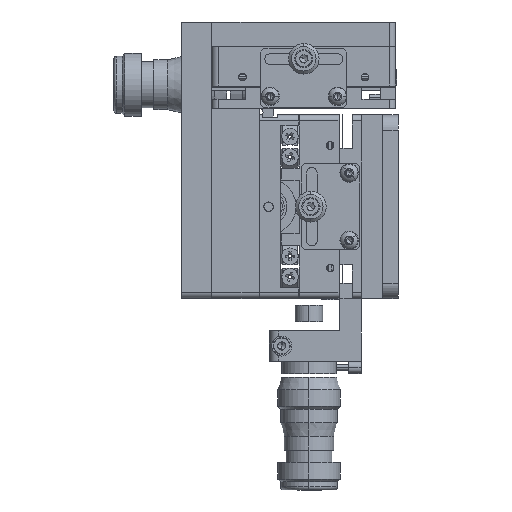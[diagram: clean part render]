
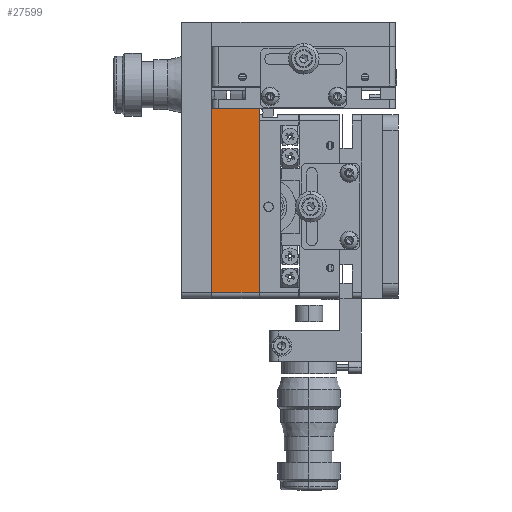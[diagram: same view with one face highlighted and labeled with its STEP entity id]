
A CAD part, left-side view. The second image highlights one B-rep face of the part: STEP entity #27599.
In plain terms, the highlighted planar face has unit normal (-1, 0, 0).
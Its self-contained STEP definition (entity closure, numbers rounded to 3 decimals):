
#66 = LINE ( 'NONE', #32128, #50454 ) ;
#876 = CARTESIAN_POINT ( 'NONE',  ( -83.238, 55.862, 29.656 ) ) ;
#2554 = DIRECTION ( 'NONE',  ( 0., -1., 0. ) ) ;
#3925 = CARTESIAN_POINT ( 'NONE',  ( -83.238, 55.862, 29.656 ) ) ;
#6978 = CARTESIAN_POINT ( 'NONE',  ( -83.238, -19.571, 31.656 ) ) ;
#7441 = ORIENTED_EDGE ( 'NONE', *, *, #51339, .T. ) ;
#8697 = FACE_OUTER_BOUND ( 'NONE', #39651, .T. ) ;
#8957 = CARTESIAN_POINT ( 'NONE',  ( -83.238, 40.462, -28.344 ) ) ;
#9197 = CARTESIAN_POINT ( 'NONE',  ( -83.238, 40.462, 31.656 ) ) ;
#9284 = VERTEX_POINT ( 'NONE', #18768 ) ;
#10450 = EDGE_CURVE ( 'NONE', #26262, #21732, #46698, .T. ) ;
#12720 = LINE ( 'NONE', #40349, #23657 ) ;
#15275 = CARTESIAN_POINT ( 'NONE',  ( -83.238, 55.862, 31.656 ) ) ;
#16186 = VERTEX_POINT ( 'NONE', #8957 ) ;
#16366 = DIRECTION ( 'NONE',  ( 0., 0., -1. ) ) ;
#18768 = CARTESIAN_POINT ( 'NONE',  ( -83.238, 55.862, -28.344 ) ) ;
#21732 = VERTEX_POINT ( 'NONE', #15275 ) ;
#21958 = DIRECTION ( 'NONE',  ( 0., 0., 1. ) ) ;
#23657 = VECTOR ( 'NONE', #2554, 1000. ) ;
#23670 = ORIENTED_EDGE ( 'NONE', *, *, #26115, .T. ) ;
#25241 = ORIENTED_EDGE ( 'NONE', *, *, #10450, .T. ) ;
#26115 = EDGE_CURVE ( 'NONE', #9284, #16186, #12720, .T. ) ;
#26262 = VERTEX_POINT ( 'NONE', #9197 ) ;
#27599 = ADVANCED_FACE ( 'NONE', ( #8697 ), #53558, .F. ) ;
#29914 = ORIENTED_EDGE ( 'NONE', *, *, #41429, .F. ) ;
#32128 = CARTESIAN_POINT ( 'NONE',  ( -83.238, 40.462, 29.656 ) ) ;
#33804 = LINE ( 'NONE', #876, #50673 ) ;
#39036 = AXIS2_PLACEMENT_3D ( 'NONE', #3925, #49566, #16366 ) ;
#39651 = EDGE_LOOP ( 'NONE', ( #29914, #23670, #7441, #25241 ) ) ;
#40045 = DIRECTION ( 'NONE',  ( 0., 0., 1. ) ) ;
#40349 = CARTESIAN_POINT ( 'NONE',  ( -83.238, 55.862, -28.344 ) ) ;
#41429 = EDGE_CURVE ( 'NONE', #9284, #21732, #33804, .T. ) ;
#46698 = LINE ( 'NONE', #6978, #48021 ) ;
#48021 = VECTOR ( 'NONE', #48454, 1000. ) ;
#48454 = DIRECTION ( 'NONE',  ( 0., 1., 0. ) ) ;
#49566 = DIRECTION ( 'NONE',  ( 1., 0., 0. ) ) ;
#50454 = VECTOR ( 'NONE', #40045, 1000. ) ;
#50673 = VECTOR ( 'NONE', #21958, 1000. ) ;
#51339 = EDGE_CURVE ( 'NONE', #16186, #26262, #66, .T. ) ;
#53558 = PLANE ( 'NONE',  #39036 ) ;
